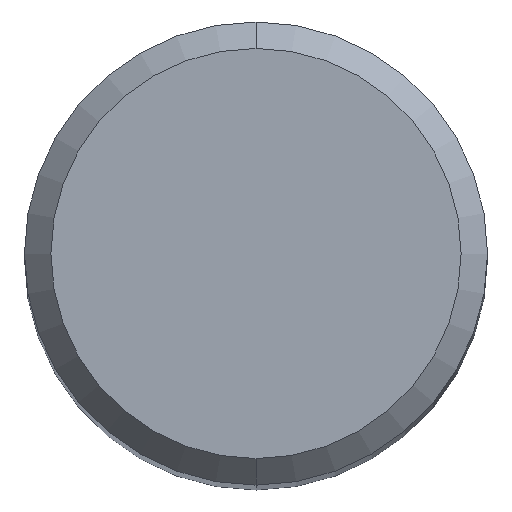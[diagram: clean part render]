
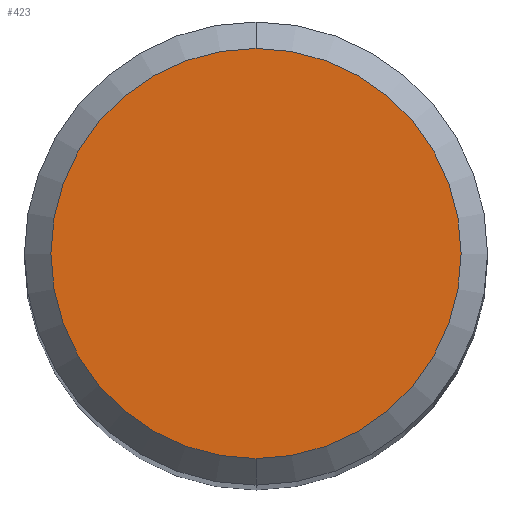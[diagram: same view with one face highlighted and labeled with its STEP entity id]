
A CAD part, top view. The second image highlights one B-rep face of the part: STEP entity #423.
In plain terms, the highlighted planar face has unit normal (0, 0, 1).
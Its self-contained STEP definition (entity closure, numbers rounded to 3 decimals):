
#173=EDGE_CURVE('',#353,#289,#465,.T.);
#225=EDGE_CURVE('',#289,#353,#520,.T.);
#289=VERTEX_POINT('',#591);
#353=VERTEX_POINT('',#660);
#423=ADVANCED_FACE('',(#739),#740,.T.);
#465=CIRCLE('',#777,3.1);
#520=CIRCLE('',#932,3.1);
#591=CARTESIAN_POINT('',(0.,-3.1,41.654));
#660=CARTESIAN_POINT('',(0.0,3.1,41.654));
#739=FACE_OUTER_BOUND('',#1377,.T.);
#740=PLANE('',#1378);
#777=AXIS2_PLACEMENT_3D('',#1413,#1414,#1415);
#932=AXIS2_PLACEMENT_3D('',#1455,#1456,#1457);
#1377=EDGE_LOOP('',(#1701,#1702));
#1378=AXIS2_PLACEMENT_3D('',#1703,#1704,#1705);
#1413=CARTESIAN_POINT('',(0.0,0.0,41.654));
#1414=DIRECTION('',(0.0,0.0,-1.0));
#1415=DIRECTION('',(0.0,1.0,0.0));
#1455=CARTESIAN_POINT('',(0.0,0.0,41.654));
#1456=DIRECTION('',(0.0,0.0,-1.0));
#1457=DIRECTION('',(0.0,1.0,0.0));
#1701=ORIENTED_EDGE('',*,*,#173,.F.);
#1702=ORIENTED_EDGE('',*,*,#225,.F.);
#1703=CARTESIAN_POINT('',(0.0,1.55,41.654));
#1704=DIRECTION('',(-0.0,0.0,1.0));
#1705=DIRECTION('',(0.0,-1.0,0.0));
